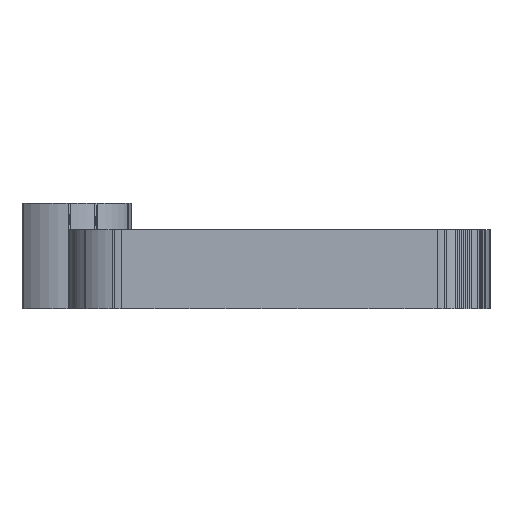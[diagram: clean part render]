
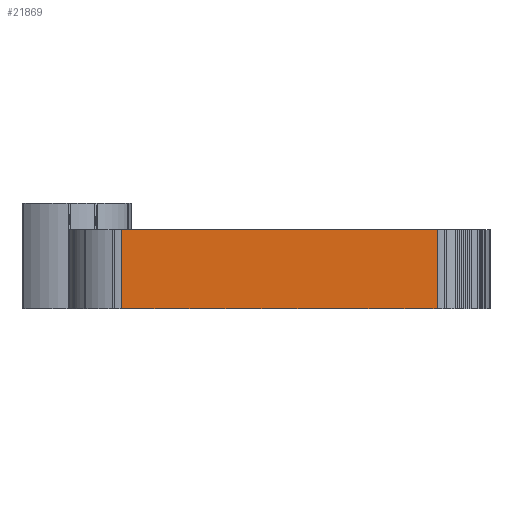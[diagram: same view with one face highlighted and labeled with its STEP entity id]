
A CAD part, left-side view. The second image highlights one B-rep face of the part: STEP entity #21869.
In plain terms, the highlighted face is planar.
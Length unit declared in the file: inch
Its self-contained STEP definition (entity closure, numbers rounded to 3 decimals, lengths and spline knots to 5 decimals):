
#3012=CARTESIAN_POINT('',(-76.2,-88.9,19.05));
#3013=VERTEX_POINT('',#3012);
#3016=CARTESIAN_POINT('',(-76.2,-12.7,19.05));
#3017=VERTEX_POINT('',#3016);
#3308=CARTESIAN_POINT('',(-76.2,-12.7,0.));
#3309=VERTEX_POINT('',#3308);
#3310=CARTESIAN_POINT('',(-76.2,-15.875,0.));
#3311=VERTEX_POINT('',#3310);
#3312=CARTESIAN_POINT('',(-76.2,-23.8125,0.));
#3313=VERTEX_POINT('',#3312);
#3314=CARTESIAN_POINT('',(-76.2,-31.75,0.));
#3315=VERTEX_POINT('',#3314);
#3316=CARTESIAN_POINT('',(-76.2,-39.6875,0.));
#3317=VERTEX_POINT('',#3316);
#3318=CARTESIAN_POINT('',(-76.2,-47.625,0.));
#3319=VERTEX_POINT('',#3318);
#3320=CARTESIAN_POINT('',(-76.2,-55.5625,0.));
#3321=VERTEX_POINT('',#3320);
#3322=CARTESIAN_POINT('',(-76.2,-71.4375,0.));
#3323=VERTEX_POINT('',#3322);
#3324=CARTESIAN_POINT('',(-76.2,-79.375,0.));
#3325=VERTEX_POINT('',#3324);
#3326=CARTESIAN_POINT('',(-76.2,-87.3125,0.));
#3327=VERTEX_POINT('',#3326);
#3328=CARTESIAN_POINT('',(-76.2,-88.9,0.));
#3329=VERTEX_POINT('',#3328);
#5186=DIRECTION('',(-1.,0.,0.));
#9024=DIRECTION('',(0.,1.,0.));
#9305=DIRECTION('',(0.,-1.,0.));
#11271=VECTOR('',#9024,1.0);
#11272=LINE('',#3012,#11271);
#11273=EDGE_CURVE('',#3013,#3017,#11272,.T.);
#11976=VECTOR('',#9305,1.0);
#11977=LINE('',#3308,#11976);
#11978=EDGE_CURVE('',#3309,#3311,#11977,.T.);
#11982=VECTOR('',#9305,1.0);
#11983=LINE('',#3310,#11982);
#11984=EDGE_CURVE('',#3311,#3313,#11983,.T.);
#11985=VECTOR('',#9305,1.0);
#11986=LINE('',#3312,#11985);
#11987=EDGE_CURVE('',#3313,#3315,#11986,.T.);
#11988=VECTOR('',#9305,1.0);
#11989=LINE('',#3314,#11988);
#11990=EDGE_CURVE('',#3315,#3317,#11989,.T.);
#11991=VECTOR('',#9305,1.0);
#11992=LINE('',#3316,#11991);
#11993=EDGE_CURVE('',#3317,#3319,#11992,.T.);
#11994=VECTOR('',#9305,1.0);
#11995=LINE('',#3318,#11994);
#11996=EDGE_CURVE('',#3319,#3321,#11995,.T.);
#11997=VECTOR('',#9305,1.0);
#11998=LINE('',#3320,#11997);
#11999=EDGE_CURVE('',#3321,#3323,#11998,.T.);
#12000=VECTOR('',#9305,1.0);
#12001=LINE('',#3322,#12000);
#12002=EDGE_CURVE('',#3323,#3325,#12001,.T.);
#12003=VECTOR('',#9305,1.0);
#12004=LINE('',#3324,#12003);
#12005=EDGE_CURVE('',#3325,#3327,#12004,.T.);
#12006=VECTOR('',#9305,1.0);
#12007=LINE('',#3326,#12006);
#12008=EDGE_CURVE('',#3327,#3329,#12007,.T.);
#17776=CARTESIAN_POINT('',(-76.2,-12.7,0.));
#17778=CARTESIAN_POINT('',(-76.2,-12.7,19.05));
#17779=DIRECTION('',(0.,0.,1.));
#17782=VERTEX_POINT('',#17776);
#17784=VERTEX_POINT('',#17778);
#17789=VECTOR('',#17779,19.05);
#17791=LINE('',#17776,#17789);
#17796=EDGE_CURVE('',#17782,#17784,#17791,.T.);
#17797=ORIENTED_EDGE('',*,*,#17796,.F.);
#17967=CARTESIAN_POINT('',(-76.2,-88.9,0.));
#17969=CARTESIAN_POINT('',(-76.2,-88.9,19.05));
#17971=DIRECTION('',(0.,0.,1.));
#17973=VERTEX_POINT('',#17967);
#17975=VERTEX_POINT('',#17969);
#17981=VECTOR('',#17971,19.05);
#17982=LINE('',#17967,#17981);
#17984=EDGE_CURVE('',#17973,#17975,#17982,.T.);
#17985=ORIENTED_EDGE('',*,*,#17984,.T.);
#21852=AXIS2_PLACEMENT_3D('',#3308,#5186,#9024);
#21853=PLANE('',#21852);
#21854=ORIENTED_EDGE('',*,*,#11978,.T.);
#21855=ORIENTED_EDGE('',*,*,#11984,.T.);
#21856=ORIENTED_EDGE('',*,*,#11987,.T.);
#21857=ORIENTED_EDGE('',*,*,#11990,.T.);
#21858=ORIENTED_EDGE('',*,*,#11993,.T.);
#21859=ORIENTED_EDGE('',*,*,#11996,.T.);
#21860=ORIENTED_EDGE('',*,*,#11999,.T.);
#21861=ORIENTED_EDGE('',*,*,#12002,.T.);
#21862=ORIENTED_EDGE('',*,*,#12005,.T.);
#21863=ORIENTED_EDGE('',*,*,#12008,.T.);
#21865=ORIENTED_EDGE('',*,*,#11273,.T.);
#21867=EDGE_LOOP('',(#21854,#21855,#21856,#21857,#21858,#21859,#21860,#21861,#21862,#21863,#17985,#21865,#17797));
#21868=FACE_BOUND('',#21867,.T.);
#21869=ADVANCED_FACE('',(#21868),#21853,.T.);
